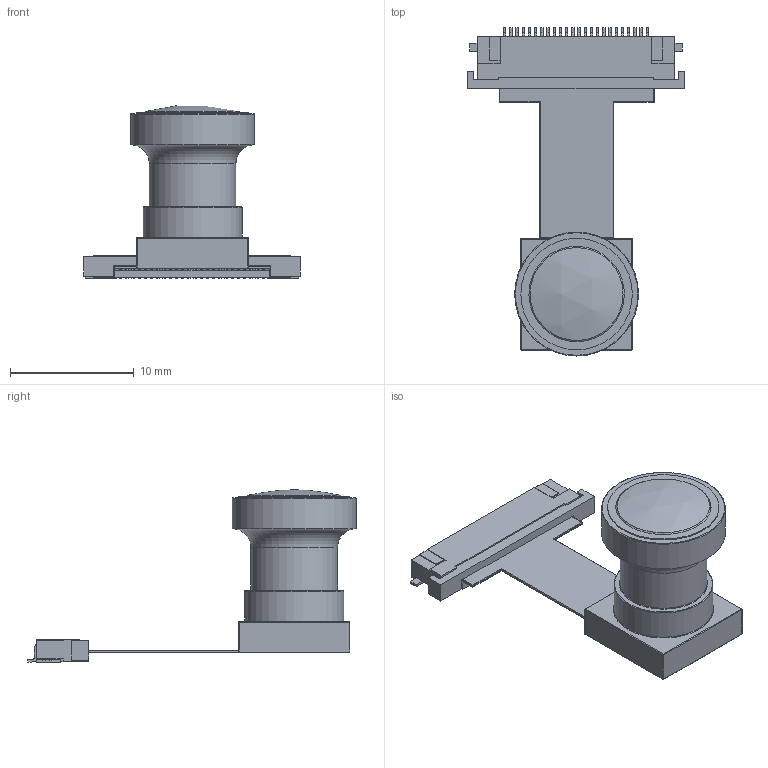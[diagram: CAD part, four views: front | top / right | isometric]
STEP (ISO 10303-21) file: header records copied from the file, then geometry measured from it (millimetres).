
FILE_DESCRIPTION(/* description */ (''),/* implementation_level */ '2;1');
FILE_NAME(/* name */ 'ESP32-Camera.step',/* time_stamp */ '2021-02-08T16:47:18+01:00',/* author */ (''),/* organization */ (''),/* preprocessor_version */ 'ST-DEVELOPER v18.1',/* originating_system */ 'Autodesk Translation Framework v9.7.1.1290',/* authorisation */ '');
FILE_SCHEMA (('AUTOMOTIVE_DESIGN { 1 0 10303 214 3 1 1 }'));
Length unit declared in the file: millimetre
Products named in the file (2): ESP32-Camera; SFV24R-3STBE1HLF
Assembly tree (1 placements, depth 2):
  ESP32-Camera
    SFV24R-3STBE1HLF
Bounding box: 17.5 x 26.5 x 13.91 mm (x, y, z)
Volume: 885.9 mm3; surface area: 1192.9 mm2
Topology: 2 solids, 2 shells, 626 faces, 1745 edges, 1143 vertices
Faces by surface type: plane 501, cylinder 106, torus 10, sphere 9
Full cylindrical faces by diameter (mm): 7 x1, 8 x1, 9 x1, 10 x1
Entity records: 20587 total; most frequent: CARTESIAN_POINT 4289, ORIENTED_EDGE 3474, DIRECTION 3204, EDGE_CURVE 1737, LINE 1514, VECTOR 1514, VERTEX_POINT 1143, AXIS2_PLACEMENT_3D 845
